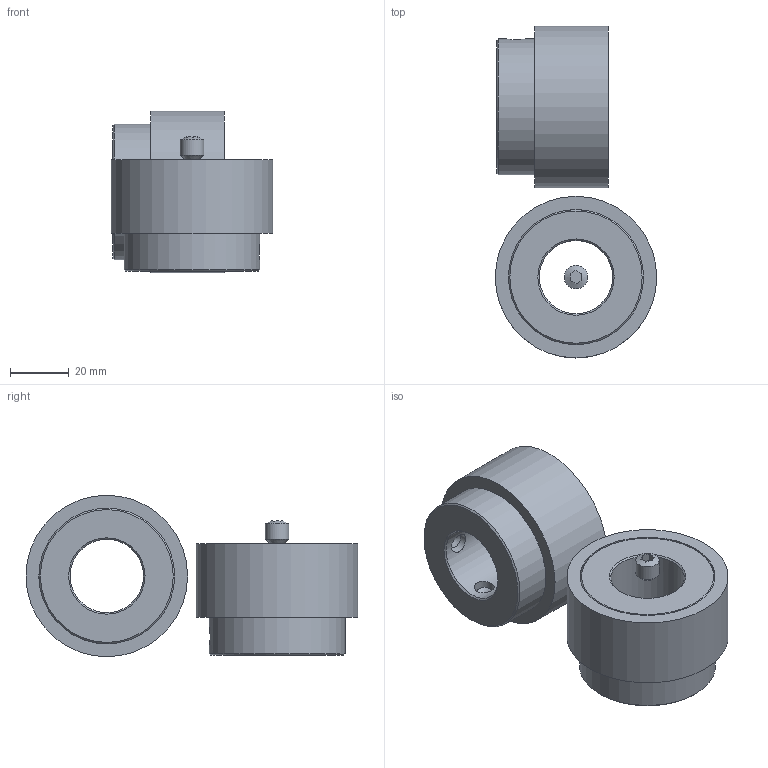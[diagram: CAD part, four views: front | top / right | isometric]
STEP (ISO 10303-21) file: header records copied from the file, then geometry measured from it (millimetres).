
FILE_DESCRIPTION( ( 'STEP AP203' ), '1' );
FILE_NAME( ' ', ' ', ( ' ' ), ( ' ' ), 'PSStep 10.0', ' ', ' ' );
FILE_SCHEMA( ( 'CONFIG_CONTROL_DESIGN' ) );
Length unit declared in the file: millimetre
Products named in the file (8): 1; 2; 3; 4; 5; 6; Assem1; 7
Bounding box: 55 x 113 x 55 mm (x, y, z)
Volume: 125214.1 mm3; surface area: 42529.1 mm2
Topology: 10 solids, 10 shells, 98 faces, 234 edges, 148 vertices
Faces by surface type: plane 52, cone 26, cylinder 20
Full cylindrical faces by diameter (mm): 6.75 x4, 8 x6, 25 x2, 46 x4, 46.2 x2, 55 x2
Entity records: 2508 total; most frequent: CARTESIAN_POINT 896, DIRECTION 260, ORIENTED_EDGE 198, EDGE_LOOP 114, AXIS2_PLACEMENT_3D 112, EDGE_CURVE 99, VERTEX_POINT 84, FACE_OUTER_BOUND 82
